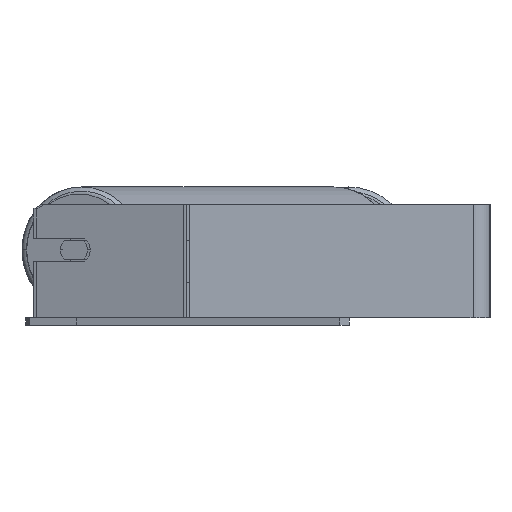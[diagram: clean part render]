
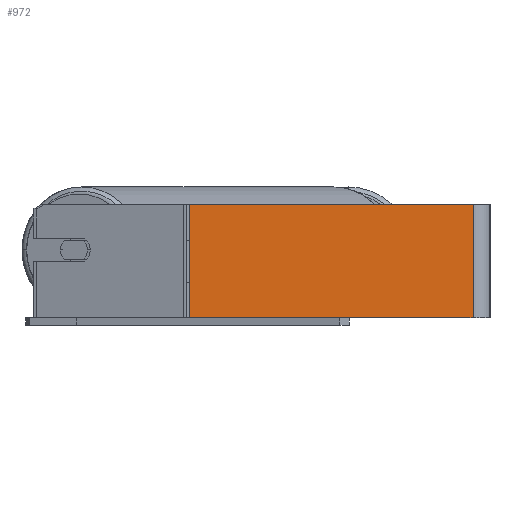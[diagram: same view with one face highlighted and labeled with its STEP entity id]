
A CAD part, left-side view. The second image highlights one B-rep face of the part: STEP entity #972.
In plain terms, the highlighted planar face has unit normal (-1, 0, 0).
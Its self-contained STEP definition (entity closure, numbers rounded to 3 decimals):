
#650 = DIRECTION ( 'NONE',  ( 0., 0., -1. ) ) ;
#672 = ORIENTED_EDGE ( 'NONE', *, *, #6281, .F. ) ;
#744 = FACE_OUTER_BOUND ( 'NONE', #3241, .T. ) ;
#923 = CARTESIAN_POINT ( 'NONE',  ( -840., 212.275, 40. ) ) ;
#972 = ADVANCED_FACE ( 'NONE', ( #744 ), #1454, .F. ) ;
#1019 = ORIENTED_EDGE ( 'NONE', *, *, #4436, .T. ) ;
#1241 = EDGE_CURVE ( 'NONE', #8649, #8834, #2385, .T. ) ;
#1454 = PLANE ( 'NONE',  #8575 ) ;
#1993 = DIRECTION ( 'NONE',  ( 0., -1., 0. ) ) ;
#2166 = LINE ( 'NONE', #4176, #7995 ) ;
#2385 = LINE ( 'NONE', #3755, #4946 ) ;
#2577 = EDGE_CURVE ( 'NONE', #7956, #4318, #7469, .T. ) ;
#3241 = EDGE_LOOP ( 'NONE', ( #1019, #8619, #672, #4928 ) ) ;
#3355 = CARTESIAN_POINT ( 'NONE',  ( -840., 12., -40. ) ) ;
#3618 = CARTESIAN_POINT ( 'NONE',  ( -840., 214.39, 40. ) ) ;
#3755 = CARTESIAN_POINT ( 'NONE',  ( -840., 212.275, 40. ) ) ;
#4058 = CARTESIAN_POINT ( 'NONE',  ( -840., 12., 40. ) ) ;
#4176 = CARTESIAN_POINT ( 'NONE',  ( -840., 214.39, 40. ) ) ;
#4318 = VERTEX_POINT ( 'NONE', #3355 ) ;
#4436 = EDGE_CURVE ( 'NONE', #8834, #4318, #6309, .T. ) ;
#4519 = CARTESIAN_POINT ( 'NONE',  ( -840., 12., 40. ) ) ;
#4928 = ORIENTED_EDGE ( 'NONE', *, *, #1241, .T. ) ;
#4946 = VECTOR ( 'NONE', #7530, 1000. ) ;
#5075 = DIRECTION ( 'NONE',  ( 0., -1., 0. ) ) ;
#5117 = VECTOR ( 'NONE', #7420, 1000. ) ;
#5783 = CARTESIAN_POINT ( 'NONE',  ( -840., 214.39, -40. ) ) ;
#6281 = EDGE_CURVE ( 'NONE', #8649, #7956, #2166, .T. ) ;
#6309 = LINE ( 'NONE', #5783, #7133 ) ;
#7133 = VECTOR ( 'NONE', #1993, 1000. ) ;
#7240 = DIRECTION ( 'NONE',  ( 1., 0., 0. ) ) ;
#7404 = CARTESIAN_POINT ( 'NONE',  ( -840., 212.275, -40. ) ) ;
#7420 = DIRECTION ( 'NONE',  ( 0., 0., -1. ) ) ;
#7469 = LINE ( 'NONE', #4519, #5117 ) ;
#7530 = DIRECTION ( 'NONE',  ( 0., 0., -1. ) ) ;
#7956 = VERTEX_POINT ( 'NONE', #4058 ) ;
#7995 = VECTOR ( 'NONE', #5075, 1000. ) ;
#8575 = AXIS2_PLACEMENT_3D ( 'NONE', #3618, #7240, #650 ) ;
#8619 = ORIENTED_EDGE ( 'NONE', *, *, #2577, .F. ) ;
#8649 = VERTEX_POINT ( 'NONE', #923 ) ;
#8834 = VERTEX_POINT ( 'NONE', #7404 ) ;
